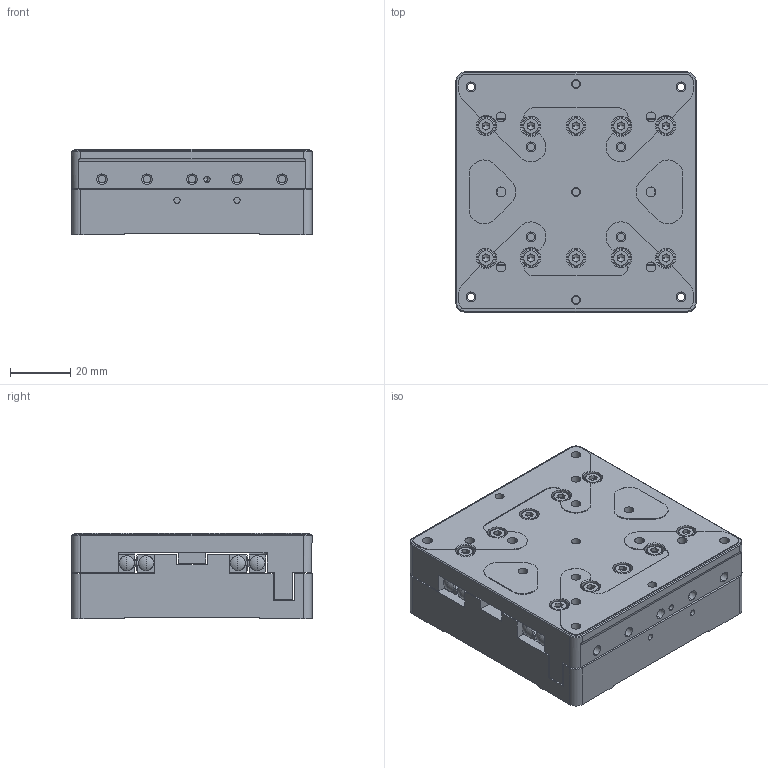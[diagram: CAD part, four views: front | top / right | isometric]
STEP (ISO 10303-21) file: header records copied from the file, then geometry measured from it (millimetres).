
FILE_DESCRIPTION (( 'STEP AP203' ), '1' );
FILE_NAME ('527454.STEP', '2025-04-09T08:06:40', ( 'Windows User' ), ( 'P R C' ), 'SwSTEP 2.0', 'SolidWorks 2020', '' );
FILE_SCHEMA (( 'CONFIG_CONTROL_DESIGN' ));
Length unit declared in the file: millimetre
Products named in the file (9): DG_LS2-0840-JCEL-401.STEP; VR2_75_GD.STEP; VR2-75x13Z__5____.STEP; HT_LS2-0840_JCEL-401.STEP; socket head cap screw_din_DIN 912 M3 x 5 --- 5N.STEP; 527454-527474.STEP; JZ_LS2-0840_JCEL-401.STEP; VR2_13Z_BCJ.STEP; 527454
Assembly tree (25 placements, depth 4):
  527454
    527454-527474.STEP
      VR2-75x13Z__5____.STEP  x2
        VR2_75_GD.STEP
        VR2_13Z_BCJ.STEP
      JZ_LS2-0840_JCEL-401.STEP
      HT_LS2-0840_JCEL-401.STEP
      DG_LS2-0840-JCEL-401.STEP
      socket head cap screw_din_DIN 912 M3 x 5 --- 5N.STEP  x16
Bounding box: 80 x 80 x 28.5 mm (x, y, z)
Volume: 171198.5 mm3; surface area: 66818.8 mm2
Topology: 25 solids, 25 shells, 1495 faces, 3677 edges, 2305 vertices
Faces by surface type: plane 707, cylinder 559, cone 149, torus 80
Entity records: 29004 total; most frequent: CARTESIAN_POINT 5171, DIRECTION 4903, ORIENTED_EDGE 4566, EDGE_CURVE 2283, AXIS2_PLACEMENT_3D 1800, VERTEX_POINT 1482, VECTOR 1303, LINE 1303
